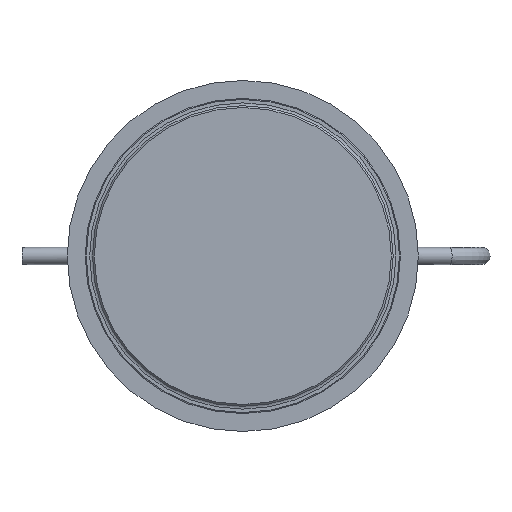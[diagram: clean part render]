
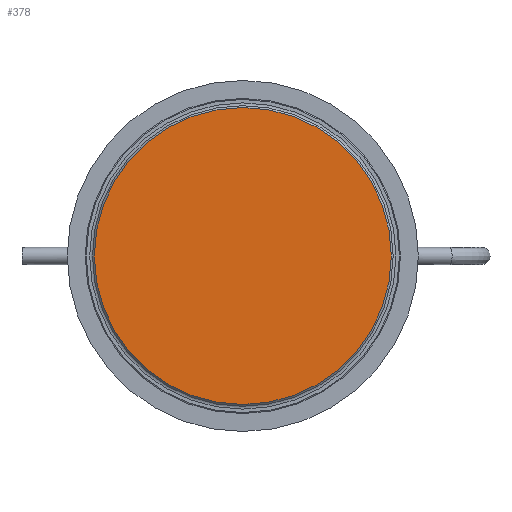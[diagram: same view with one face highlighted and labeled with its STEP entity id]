
A CAD part, left-side view. The second image highlights one B-rep face of the part: STEP entity #378.
In plain terms, the highlighted planar face has unit normal (-1, 0, 0).
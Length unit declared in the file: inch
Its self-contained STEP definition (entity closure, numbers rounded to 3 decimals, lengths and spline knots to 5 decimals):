
#28=PLANE('',#426);
#69=FACE_OUTER_BOUND('',#92,.T.);
#92=EDGE_LOOP('',(#282,#283));
#119=CIRCLE('',#427,2.1675);
#120=CIRCLE('',#428,2.1675);
#168=VERTEX_POINT('',#928);
#169=VERTEX_POINT('',#929);
#213=EDGE_CURVE('',#168,#169,#119,.T.);
#214=EDGE_CURVE('',#169,#168,#120,.T.);
#282=ORIENTED_EDGE('',*,*,#213,.T.);
#283=ORIENTED_EDGE('',*,*,#214,.T.);
#378=ADVANCED_FACE('',(#69),#28,.F.);
#426=AXIS2_PLACEMENT_3D('',#927,#505,#506);
#427=AXIS2_PLACEMENT_3D('',#930,#507,#508);
#428=AXIS2_PLACEMENT_3D('',#931,#509,#510);
#505=DIRECTION('center_axis',(1.,0.,0.));
#506=DIRECTION('ref_axis',(0.,0.,-1.));
#507=DIRECTION('center_axis',(-1.,0.,0.));
#508=DIRECTION('ref_axis',(0.,0.,-1.));
#509=DIRECTION('center_axis',(-1.,0.,0.));
#510=DIRECTION('ref_axis',(0.,0.,-1.));
#927=CARTESIAN_POINT('Origin',(0.,0.,0.));
#928=CARTESIAN_POINT('',(0.,0.,-2.1675));
#929=CARTESIAN_POINT('',(0.,0.,2.1675));
#930=CARTESIAN_POINT('Origin',(0.,0.,0.));
#931=CARTESIAN_POINT('Origin',(0.,0.,0.));
